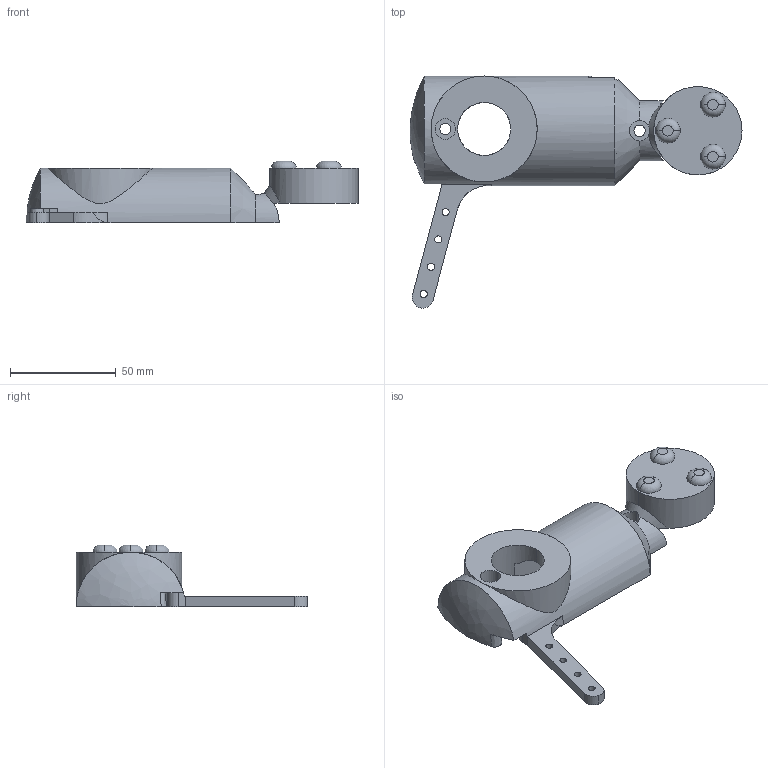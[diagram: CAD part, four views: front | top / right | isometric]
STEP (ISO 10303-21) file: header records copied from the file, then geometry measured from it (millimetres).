
FILE_DESCRIPTION (( 'STEP AP214' ), '1' );
FILE_NAME ('neck-bottom-right.STEP', '2024-05-05T18:44:38', ( '' ), ( '' ), 'SwSTEP 2.0', 'SolidWorks 2023', '' );
FILE_SCHEMA (( 'AUTOMOTIVE_DESIGN' ));
Length unit declared in the file: millimetre
Products named in the file (1): neck-bottom-right
Bounding box: 156.67 x 109.46 x 29.17 mm (x, y, z)
Volume: 91907.5 mm3; surface area: 28441.7 mm2
Topology: 1 solids, 1 shells, 96 faces, 263 edges, 171 vertices
Faces by surface type: cylinder 41, plane 40, bspline 7, torus 6, cone 2
Entity records: 4481 total; most frequent: CARTESIAN_POINT 2031, ORIENTED_EDGE 522, DIRECTION 493, EDGE_CURVE 261, AXIS2_PLACEMENT_3D 189, VERTEX_POINT 171, LINE 115, VECTOR 115
